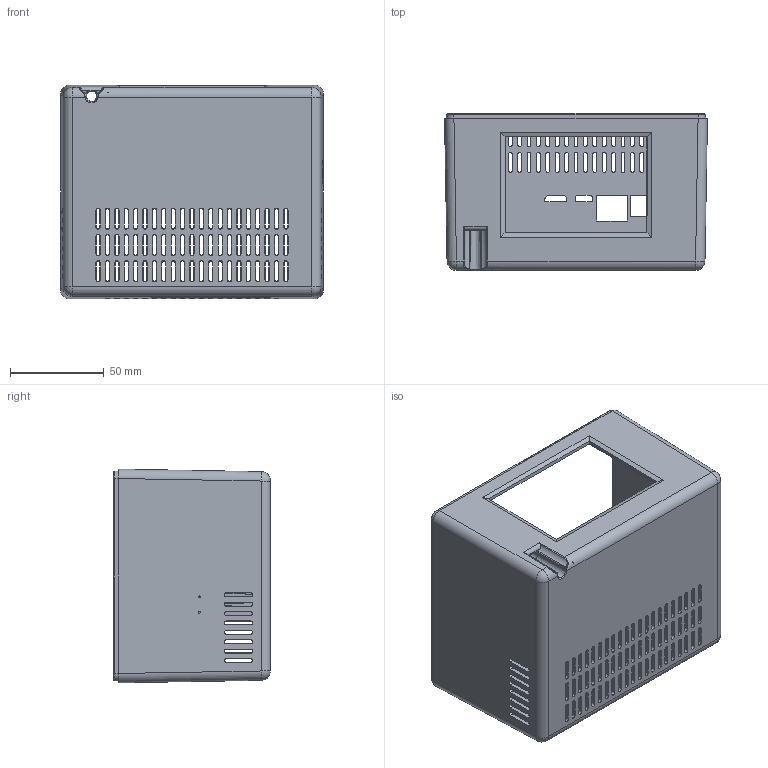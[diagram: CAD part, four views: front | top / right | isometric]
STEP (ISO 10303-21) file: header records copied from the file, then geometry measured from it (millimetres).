
FILE_DESCRIPTION((''),'2;1');
FILE_NAME('BB_28','2023-04-23T',('SMART'),(''),'PRO/ENGINEER BY PARAMETRIC TECHNOLOGY CORPORATION, 2009460','PRO/ENGINEER BY PARAMETRIC TECHNOLOGY CORPORATION, 2009460','');
FILE_SCHEMA(('CONFIG_CONTROL_DESIGN'));
Length unit declared in the file: millimetre
Products named in the file (1): BB_28
Bounding box: 140 x 83.5 x 113.8 mm (x, y, z)
Volume: 127802 mm3; surface area: 121970 mm2
Topology: 1 solids, 1 shells, 879 faces, 2549 edges, 1672 vertices
Faces by surface type: plane 477, cone 156, bspline 143, cylinder 83, sphere 14, torus 6
Entity records: 37291 total; most frequent: CARTESIAN_POINT 14547, ORIENTED_EDGE 5078, DIRECTION 4010, EDGE_CURVE 2539, VERTEX_POINT 1672, VECTOR 1606, LINE 1606, AXIS2_PLACEMENT_3D 1202
